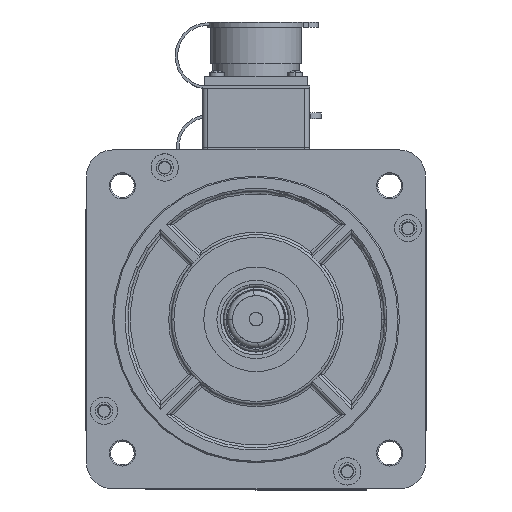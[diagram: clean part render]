
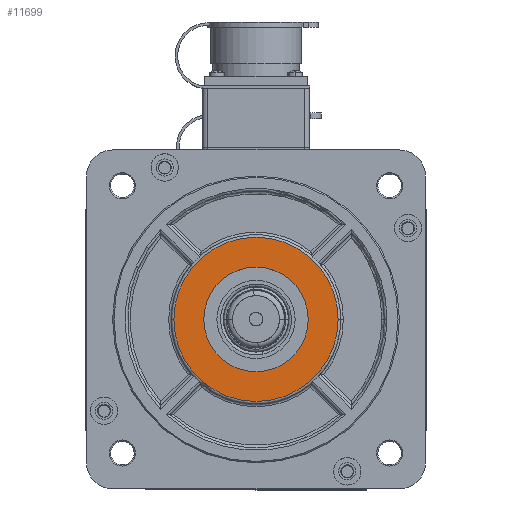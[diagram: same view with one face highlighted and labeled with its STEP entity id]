
A CAD part, top view. The second image highlights one B-rep face of the part: STEP entity #11699.
In plain terms, the highlighted planar face has unit normal (0, 0, 1).
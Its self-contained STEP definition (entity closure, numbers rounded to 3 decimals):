
#928 = EDGE_LOOP ( 'NONE', ( #9319, #36703 ) ) ;
#1435 = CARTESIAN_POINT ( 'NONE',  ( 0., 0., 18.5 ) ) ;
#4413 = VERTEX_POINT ( 'NONE', #50309 ) ;
#6388 = DIRECTION ( 'NONE',  ( 0., 0., 1. ) ) ;
#6800 = CARTESIAN_POINT ( 'NONE',  ( 31.5, 0., 18.5 ) ) ;
#7006 = FACE_OUTER_BOUND ( 'NONE', #18315, .T. ) ;
#8788 = AXIS2_PLACEMENT_3D ( 'NONE', #55608, #25614, #64530 ) ;
#9319 = ORIENTED_EDGE ( 'NONE', *, *, #58432, .F. ) ;
#10233 = DIRECTION ( 'NONE',  ( 0., 0., 1. ) ) ;
#10831 = CIRCLE ( 'NONE', #67331, 20.05 ) ;
#11699 = ADVANCED_FACE ( 'NONE', ( #15808, #7006 ), #40241, .T. ) ;
#13576 = AXIS2_PLACEMENT_3D ( 'NONE', #40158, #10233, #49037 ) ;
#15808 = FACE_BOUND ( 'NONE', #928, .T. ) ;
#18315 = EDGE_LOOP ( 'NONE', ( #19330, #61496 ) ) ;
#19330 = ORIENTED_EDGE ( 'NONE', *, *, #29542, .T. ) ;
#20164 = EDGE_CURVE ( 'NONE', #4413, #27035, #25868, .T. ) ;
#24218 = CARTESIAN_POINT ( 'NONE',  ( 0., 0., 18.5 ) ) ;
#25614 = DIRECTION ( 'NONE',  ( 0., 0., 1. ) ) ;
#25868 = CIRCLE ( 'NONE', #13576, 20.05 ) ;
#27035 = VERTEX_POINT ( 'NONE', #40493 ) ;
#29542 = EDGE_CURVE ( 'NONE', #51476, #56193, #67204, .T. ) ;
#31361 = DIRECTION ( 'NONE',  ( 0., 0., 1. ) ) ;
#33135 = DIRECTION ( 'NONE',  ( 1., 0., 0. ) ) ;
#36080 = EDGE_CURVE ( 'NONE', #56193, #51476, #45665, .T. ) ;
#36288 = CARTESIAN_POINT ( 'NONE',  ( 0., 0., 18.5 ) ) ;
#36703 = ORIENTED_EDGE ( 'NONE', *, *, #20164, .F. ) ;
#40158 = CARTESIAN_POINT ( 'NONE',  ( 0., 0., 18.5 ) ) ;
#40241 = PLANE ( 'NONE',  #46425 ) ;
#40493 = CARTESIAN_POINT ( 'NONE',  ( 20.05, 0., 18.5 ) ) ;
#45178 = DIRECTION ( 'NONE',  ( 1., 0., 0. ) ) ;
#45665 = CIRCLE ( 'NONE', #8788, 31.5 ) ;
#45692 = CARTESIAN_POINT ( 'NONE',  ( -31.5, 0., 18.5 ) ) ;
#46425 = AXIS2_PLACEMENT_3D ( 'NONE', #1435, #31361, #61349 ) ;
#49037 = DIRECTION ( 'NONE',  ( 1., 0., 0. ) ) ;
#50309 = CARTESIAN_POINT ( 'NONE',  ( -20.05, 0., 18.5 ) ) ;
#51476 = VERTEX_POINT ( 'NONE', #6800 ) ;
#54840 = AXIS2_PLACEMENT_3D ( 'NONE', #24218, #63147, #33135 ) ;
#55608 = CARTESIAN_POINT ( 'NONE',  ( 0., 0., 18.5 ) ) ;
#56193 = VERTEX_POINT ( 'NONE', #45692 ) ;
#58432 = EDGE_CURVE ( 'NONE', #27035, #4413, #10831, .T. ) ;
#61349 = DIRECTION ( 'NONE',  ( 1., 0., 0. ) ) ;
#61496 = ORIENTED_EDGE ( 'NONE', *, *, #36080, .T. ) ;
#63147 = DIRECTION ( 'NONE',  ( 0., 0., 1. ) ) ;
#64530 = DIRECTION ( 'NONE',  ( 1., 0., 0. ) ) ;
#67204 = CIRCLE ( 'NONE', #54840, 31.5 ) ;
#67331 = AXIS2_PLACEMENT_3D ( 'NONE', #36288, #6388, #45178 ) ;
